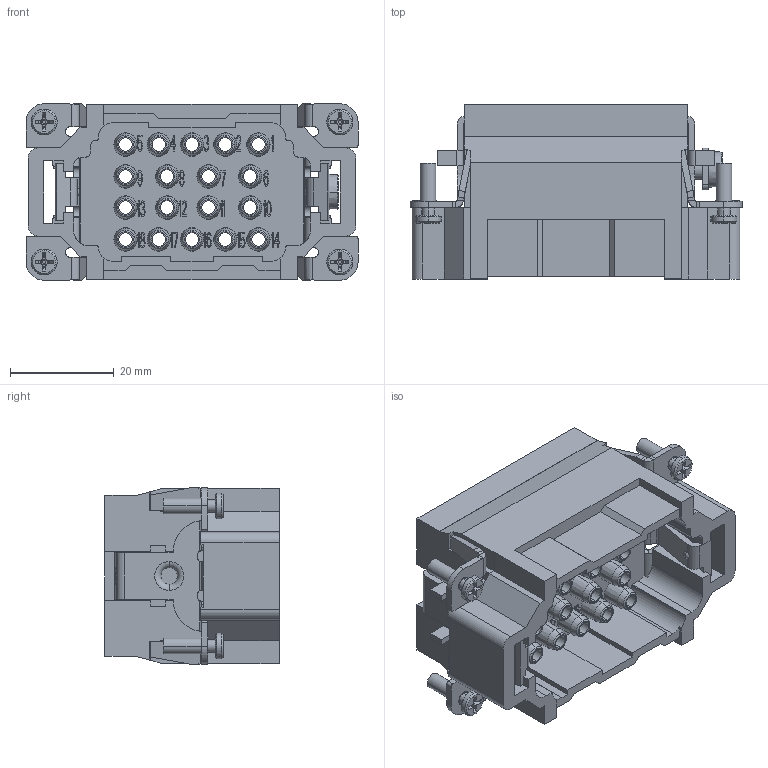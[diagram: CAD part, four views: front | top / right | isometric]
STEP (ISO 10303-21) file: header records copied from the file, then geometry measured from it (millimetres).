
FILE_DESCRIPTION((''),'2;1');
FILE_NAME('HEE-018-MC','2017-08-08T',('tl.yang'),(''),'PRO/ENGINEER BY PARAMETRIC TECHNOLOGY CORPORATION, 2011500','PRO/ENGINEER BY PARAMETRIC TECHNOLOGY CORPORATION, 2011500','');
FILE_SCHEMA(('CONFIG_CONTROL_DESIGN'));
Products named in the file (1): HEE-018-MC
Bounding box: 64 x 33.6 x 34 mm (x, y, z)
Volume: 28379.6 mm3; surface area: 22766.5 mm2
Topology: 1 solids, 1 shells, 2442 faces, 6883 edges, 4562 vertices
Faces by surface type: plane 1994, cylinder 238, cone 92, torus 78, bspline 32, sphere 8
Entity records: 79141 total; most frequent: CARTESIAN_POINT 15205, ORIENTED_EDGE 13750, DIRECTION 12477, EDGE_CURVE 6875, VECTOR 5933, LINE 5933, VERTEX_POINT 4562, AXIS2_PLACEMENT_3D 3272
